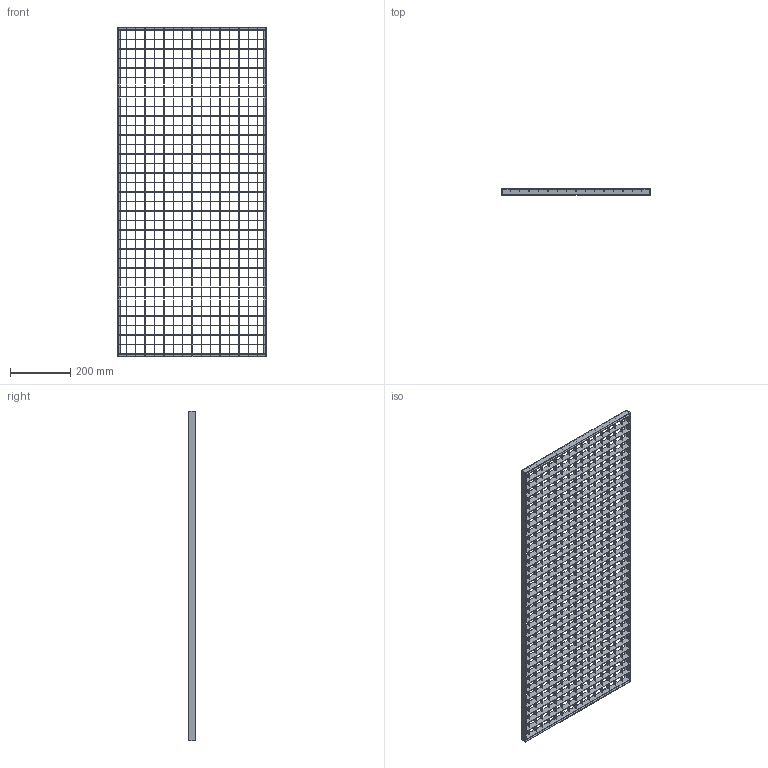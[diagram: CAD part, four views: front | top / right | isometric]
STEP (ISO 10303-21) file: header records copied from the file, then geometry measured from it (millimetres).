
FILE_DESCRIPTION (( 'STEP AP203' ), '1' );
FILE_NAME ('23-491093020-7.step', '2015-08-26T22:56:29', ( '' ), ( '' ), 'SwSTEP 2.0', 'SolidWorks 2015', '' );
FILE_SCHEMA (( 'CONFIG_CONTROL_DESIGN' ));
Products named in the file (1): 23-491093020-7
Bounding box: 490 x 20 x 1090 mm (x, y, z)
Volume: 827225 mm3; surface area: 1231597 mm2
Topology: 1 solids, 1 shells, 1980 faces, 7544 edges, 5024 vertices
Faces by surface type: plane 1980
Entity records: 80006 total; most frequent: ORIENTED_EDGE 15088, CARTESIAN_POINT 14564, DIRECTION 11501, EDGE_CURVE 7544, LINE 7539, VECTOR 7539, VERTEX_POINT 5024, EDGE_LOOP 2590
